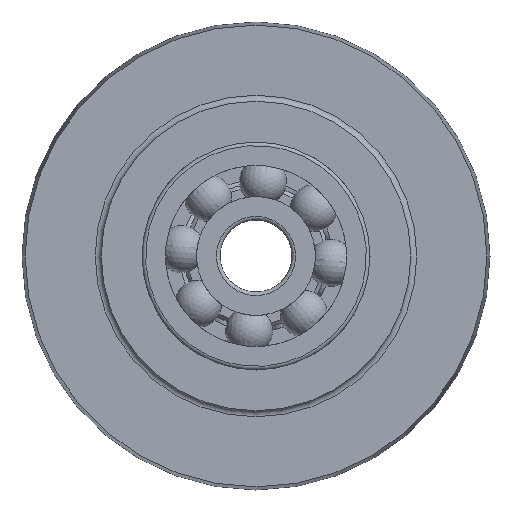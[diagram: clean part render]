
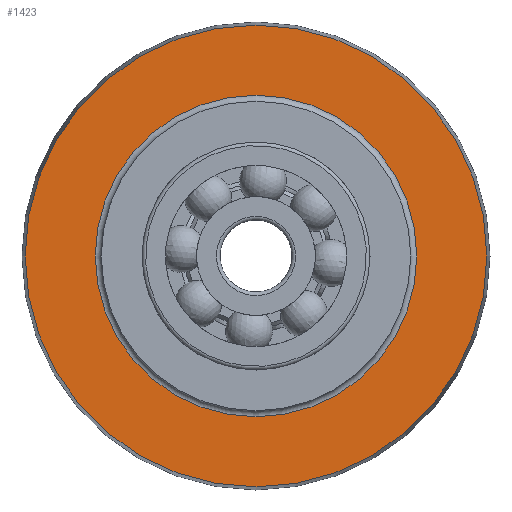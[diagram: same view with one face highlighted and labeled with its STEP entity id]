
A CAD part, front view. The second image highlights one B-rep face of the part: STEP entity #1423.
In plain terms, the highlighted planar face has unit normal (0, -1, 0).
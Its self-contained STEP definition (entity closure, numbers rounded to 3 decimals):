
#60=PLANE('',#1685);
#131=FACE_BOUND('',#281,.T.);
#200=FACE_OUTER_BOUND('',#280,.T.);
#280=EDGE_LOOP('',(#1337,#1338));
#281=EDGE_LOOP('',(#1339,#1340));
#377=CIRCLE('',#1643,13.4);
#378=CIRCLE('',#1644,13.4);
#385=CIRCLE('',#1653,19.238);
#386=CIRCLE('',#1654,19.238);
#632=VERTEX_POINT('',#4008);
#633=VERTEX_POINT('',#4010);
#640=VERTEX_POINT('',#4027);
#641=VERTEX_POINT('',#4029);
#851=EDGE_CURVE('',#633,#632,#377,.T.);
#852=EDGE_CURVE('',#632,#633,#378,.T.);
#860=EDGE_CURVE('',#641,#640,#385,.T.);
#861=EDGE_CURVE('',#640,#641,#386,.T.);
#1337=ORIENTED_EDGE('',*,*,#860,.T.);
#1338=ORIENTED_EDGE('',*,*,#861,.T.);
#1339=ORIENTED_EDGE('',*,*,#851,.T.);
#1340=ORIENTED_EDGE('',*,*,#852,.T.);
#1423=ADVANCED_FACE('',(#200,#131),#60,.T.);
#1643=AXIS2_PLACEMENT_3D('',#4011,#1998,#1999);
#1644=AXIS2_PLACEMENT_3D('',#4012,#2000,#2001);
#1653=AXIS2_PLACEMENT_3D('',#4030,#2019,#2020);
#1654=AXIS2_PLACEMENT_3D('',#4031,#2021,#2022);
#1685=AXIS2_PLACEMENT_3D('',#4086,#2089,#2090);
#1998=DIRECTION('center_axis',(0.,1.,0.));
#1999=DIRECTION('ref_axis',(0.,0.,-1.));
#2000=DIRECTION('center_axis',(0.,1.,0.));
#2001=DIRECTION('ref_axis',(0.,0.,-1.));
#2019=DIRECTION('center_axis',(0.,-1.,0.));
#2020=DIRECTION('ref_axis',(0.,0.,-1.));
#2021=DIRECTION('center_axis',(0.,-1.,0.));
#2022=DIRECTION('ref_axis',(0.,0.,-1.));
#2089=DIRECTION('center_axis',(0.,-1.,0.));
#2090=DIRECTION('ref_axis',(0.,0.,-1.));
#4008=CARTESIAN_POINT('',(0.,3.8,13.4));
#4010=CARTESIAN_POINT('',(0.,3.8,-13.4));
#4011=CARTESIAN_POINT('Origin',(0.,3.8,0.));
#4012=CARTESIAN_POINT('Origin',(0.,3.8,0.));
#4027=CARTESIAN_POINT('',(0.,3.8,-19.238));
#4029=CARTESIAN_POINT('',(0.,3.8,19.238));
#4030=CARTESIAN_POINT('Origin',(0.,3.8,0.));
#4031=CARTESIAN_POINT('Origin',(0.,3.8,0.));
#4086=CARTESIAN_POINT('Origin',(12.9,3.8,0.));
